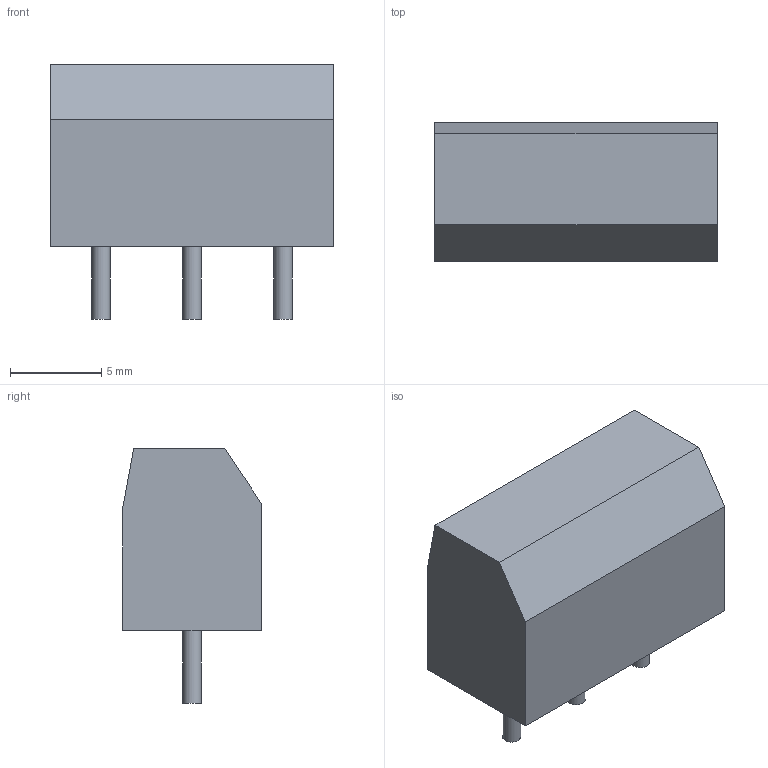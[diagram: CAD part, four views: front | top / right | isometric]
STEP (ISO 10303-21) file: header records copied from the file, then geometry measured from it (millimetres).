
FILE_DESCRIPTION(('FreeCAD Model'),'2;1');
FILE_NAME('Open CASCADE Shape Model','2024-11-26T21:24:20',(''),(''), 'Open CASCADE STEP processor 7.7','FreeCAD','Unknown');
FILE_SCHEMA(('AUTOMOTIVE_DESIGN { 1 0 10303 214 1 1 1 1 }'));
Length unit declared in the file: millimetre
Products named in the file (5): Unnamed1; block; pin; Array; Pad001
Assembly tree (6 placements, depth 3):
  Unnamed1
    block
    pin
    Array
      Pad001  x3
Bounding box: 15.5 x 7.6 x 14 mm (x, y, z)
Volume: 1129 mm3; surface area: 716.1 mm2
Topology: 5 solids, 5 shells, 20 faces, 30 edges, 20 vertices
Faces by surface type: plane 16, cylinder 4
Full cylindrical faces by diameter (mm): 1 x4
Entity records: 459 total; most frequent: DIRECTION 70, CARTESIAN_POINT 61, ORIENTED_EDGE 48, AXIS2_PLACEMENT_3D 25, EDGE_CURVE 24, LINE 20, VECTOR 20, VERTEX_POINT 16
